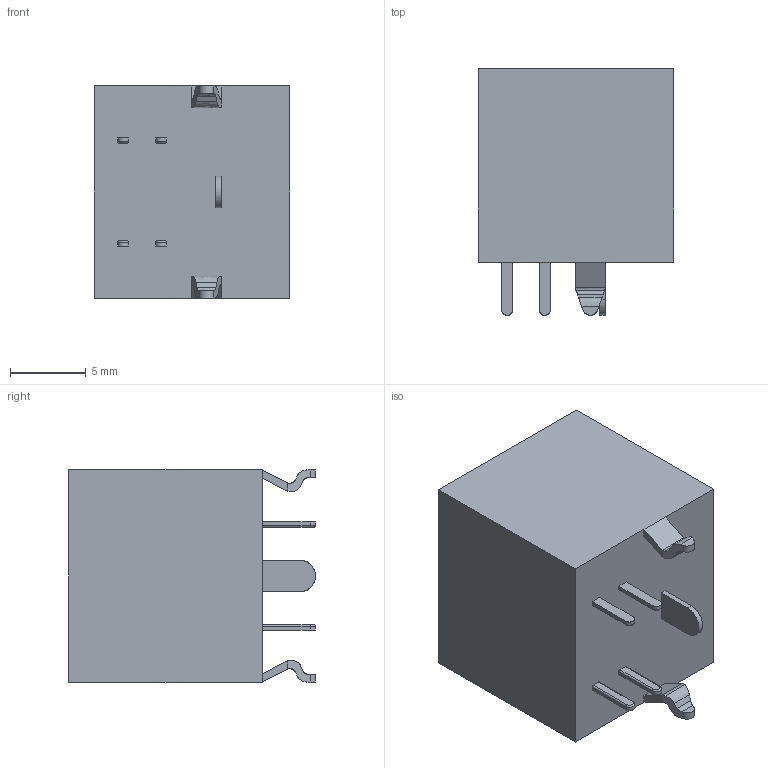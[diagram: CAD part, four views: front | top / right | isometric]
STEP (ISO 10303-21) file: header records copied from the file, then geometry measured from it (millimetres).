
FILE_DESCRIPTION(('FreeCAD Model'),'2;1');
FILE_NAME('CUI_MD-40SMK.step','2018-10-01T19:16:03',('Author'),(''), 'Open CASCADE STEP processor 7.3','FreeCAD','Unknown');
FILE_SCHEMA(('AUTOMOTIVE_DESIGN { 1 0 10303 214 1 1 1 1 }'));
Length unit declared in the file: millimetre
Products named in the file (10): Inner_Connector; Outer_Connector; Housing; Shield_1; Shield_2; Shield_3; Pin_1; Pin_2; Pin_3; Pin_4
Bounding box: 12.9 x 16.3 x 14 mm (x, y, z)
Surface area: 1774.2 mm2 (no closed solid volume)
Topology: 0 solids, 10 shells, 140 faces, 822 edges, 688 vertices
Faces by surface type: bspline 103, revolution 37
Entity records: 18512 total; most frequent: CARTESIAN_POINT 7271, B_SPLINE_CURVE_WITH_KNOTS 1684, ORIENTED_EDGE 1300, PCURVE 1300, DEFINITIONAL_REPRESENTATION 1300, EDGE_CURVE 822, SURFACE_CURVE 822, VERTEX_POINT 688
